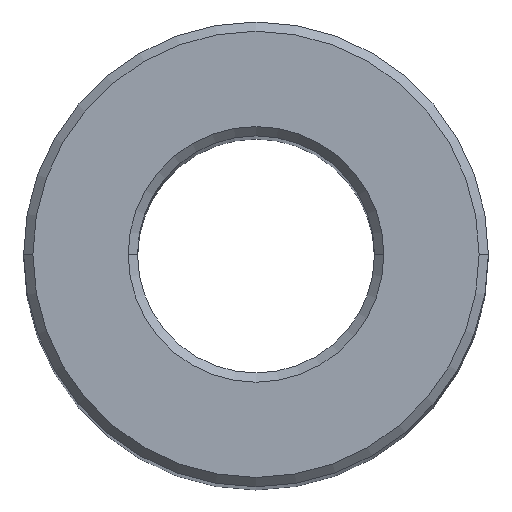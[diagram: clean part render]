
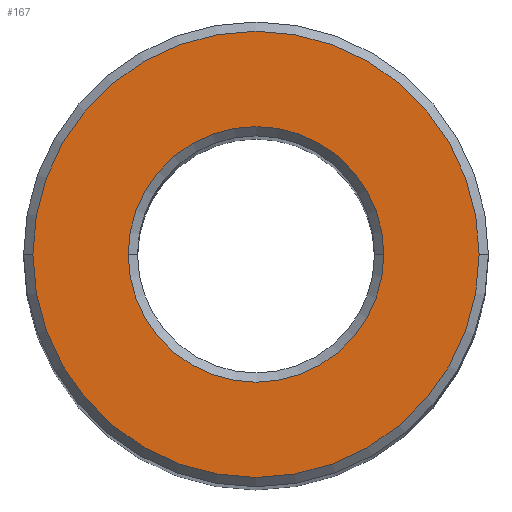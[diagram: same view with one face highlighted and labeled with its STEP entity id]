
A CAD part, top view. The second image highlights one B-rep face of the part: STEP entity #167.
In plain terms, the highlighted planar face has unit normal (0, 0, 1).
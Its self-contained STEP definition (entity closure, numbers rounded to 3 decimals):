
#7 = CARTESIAN_POINT ( 'NONE',  ( 0., 0., 40. ) ) ;
#11 = FACE_OUTER_BOUND ( 'NONE', #263, .T. ) ;
#16 = AXIS2_PLACEMENT_3D ( 'NONE', #156, #121, #119 ) ;
#19 = AXIS2_PLACEMENT_3D ( 'NONE', #7, #35, #47 ) ;
#30 = ORIENTED_EDGE ( 'NONE', *, *, #421, .T. ) ;
#35 = DIRECTION ( 'NONE',  ( 0., 0., 1. ) ) ;
#39 = PLANE ( 'NONE',  #19 ) ;
#47 = DIRECTION ( 'NONE',  ( 1., 0., 0. ) ) ;
#58 = ORIENTED_EDGE ( 'NONE', *, *, #339, .T. ) ;
#62 = DIRECTION ( 'NONE',  ( 1., 0., 0. ) ) ;
#79 = CARTESIAN_POINT ( 'NONE',  ( -2.75, 0., 40. ) ) ;
#82 = DIRECTION ( 'NONE',  ( 0., 0., 1. ) ) ;
#98 = VERTEX_POINT ( 'NONE', #169 ) ;
#118 = VERTEX_POINT ( 'NONE', #158 ) ;
#119 = DIRECTION ( 'NONE',  ( 1., 0., 0. ) ) ;
#121 = DIRECTION ( 'NONE',  ( 0., 0., 1. ) ) ;
#122 = CIRCLE ( 'NONE', #438, 2.75 ) ;
#144 = CARTESIAN_POINT ( 'NONE',  ( 0., 0., 40. ) ) ;
#156 = CARTESIAN_POINT ( 'NONE',  ( 0., 0., 40. ) ) ;
#158 = CARTESIAN_POINT ( 'NONE',  ( 2.75, 0., 40. ) ) ;
#159 = CARTESIAN_POINT ( 'NONE',  ( 0., 0., 40. ) ) ;
#167 = ADVANCED_FACE ( 'NONE', ( #251, #11 ), #39, .T. ) ;
#169 = CARTESIAN_POINT ( 'NONE',  ( 4.8, 0., 40. ) ) ;
#180 = DIRECTION ( 'NONE',  ( 1., 0., 0. ) ) ;
#210 = DIRECTION ( 'NONE',  ( 0., 0., -1. ) ) ;
#219 = CARTESIAN_POINT ( 'NONE',  ( 0., 0., 40. ) ) ;
#229 = VERTEX_POINT ( 'NONE', #232 ) ;
#232 = CARTESIAN_POINT ( 'NONE',  ( -4.8, 0., 40. ) ) ;
#251 = FACE_BOUND ( 'NONE', #336, .T. ) ;
#253 = CIRCLE ( 'NONE', #313, 4.8 ) ;
#256 = ORIENTED_EDGE ( 'NONE', *, *, #422, .T. ) ;
#263 = EDGE_LOOP ( 'NONE', ( #58, #30 ) ) ;
#278 = CIRCLE ( 'NONE', #16, 4.8 ) ;
#313 = AXIS2_PLACEMENT_3D ( 'NONE', #144, #82, #62 ) ;
#317 = EDGE_CURVE ( 'NONE', #118, #423, #122, .T. ) ;
#333 = DIRECTION ( 'NONE',  ( 0., 0., -1. ) ) ;
#336 = EDGE_LOOP ( 'NONE', ( #382, #256 ) ) ;
#339 = EDGE_CURVE ( 'NONE', #229, #98, #278, .T. ) ;
#343 = AXIS2_PLACEMENT_3D ( 'NONE', #159, #333, #435 ) ;
#346 = CIRCLE ( 'NONE', #343, 2.75 ) ;
#382 = ORIENTED_EDGE ( 'NONE', *, *, #317, .T. ) ;
#421 = EDGE_CURVE ( 'NONE', #98, #229, #253, .T. ) ;
#422 = EDGE_CURVE ( 'NONE', #423, #118, #346, .T. ) ;
#423 = VERTEX_POINT ( 'NONE', #79 ) ;
#435 = DIRECTION ( 'NONE',  ( 1., 0., 0. ) ) ;
#438 = AXIS2_PLACEMENT_3D ( 'NONE', #219, #210, #180 ) ;
